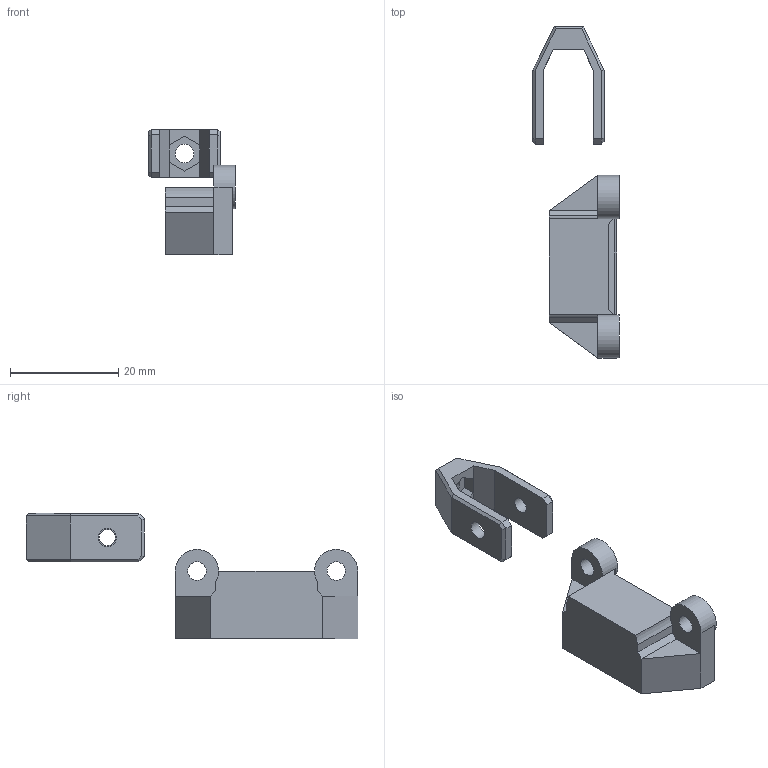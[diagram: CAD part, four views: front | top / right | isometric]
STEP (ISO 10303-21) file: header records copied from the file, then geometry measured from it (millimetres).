
FILE_DESCRIPTION(/* description */ ('STEP AP242','CAx-IF Rec.Pracs.---Representation and Presentation of Product Manufacturing Information (PMI)---4.0---2014-10-13','CAx-IF Rec.Pracs.---3D Tessellated Geometry---0.4---2014-09-14','2;1'),/* implementation_level */ '2;1');
FILE_NAME(/* name */ '684b1b334efac255d2069d92',/* time_stamp */ '2025-06-12T18:23:47Z',/* author */ (''),/* organization */ (''),/* preprocessor_version */ 'ST-DEVELOPER v20',/* originating_system */ 'ONSHAPE BY PTC INC, 1.199',/* authorisation */ ' ');
FILE_SCHEMA (('AP242_MANAGED_MODEL_BASED_3D_ENGINEERING_MIM_LF { 1 0 10303 442 1 1 4 }'));
Length unit declared in the file: metre
Products named in the file (4): Main; X Tensioner Assembly <1>; X Tensioner; Part 1
Assembly tree (3 placements, depth 3):
  Main
    X Tensioner Assembly <1>
      X Tensioner
    Part 1
Bounding box: 16.04 x 61.24 x 23.17 mm (x, y, z)
Volume: 4941.6 mm3; surface area: 3165.7 mm2
Topology: 2 solids, 2 shells, 80 faces, 195 edges, 121 vertices
Faces by surface type: plane 69, cylinder 11
Full cylindrical faces by diameter (mm): 3 x3, 3.4 x4, 8 x2
Entity records: 2321 total; most frequent: CARTESIAN_POINT 385, DIRECTION 375, ORIENTED_EDGE 366, EDGE_CURVE 183, LINE 159, VECTOR 159, VERTEX_POINT 118, AXIS2_PLACEMENT_3D 108
